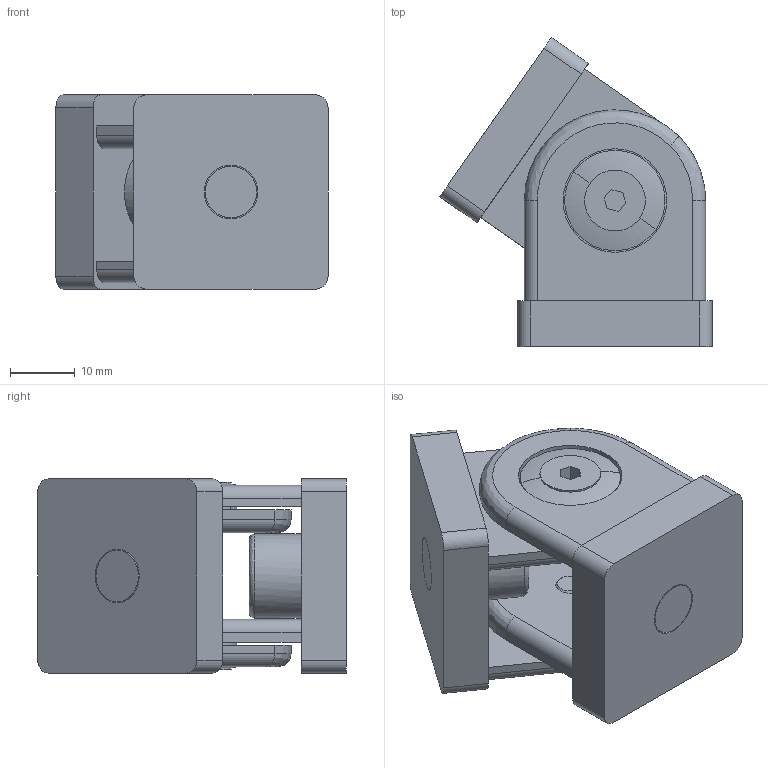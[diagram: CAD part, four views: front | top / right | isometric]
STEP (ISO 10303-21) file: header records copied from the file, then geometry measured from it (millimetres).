
FILE_DESCRIPTION (( 'STEP AP214' ), '1' );
FILE_NAME ('6128400', '2019-02-04T08:23:08', ( '' ), ('JUGARD+KÜNSTNER GmbH'), 'SwSTEP 2.0', 'SolidWorks 2017', '' );
FILE_SCHEMA (( 'AUTOMOTIVE_DESIGN' ));
Length unit declared in the file: millimetre
Products named in the file (3): Kopie von Gelenk-8 30_2^6128400; 6128400_CNAJF00; Kopie von Gelenk-8 30^6128400
Assembly tree (2 placements, depth 2):
  6128400_CNAJF00
    Kopie von Gelenk-8 30^6128400
    Kopie von Gelenk-8 30_2^6128400
Bounding box: 42.03 x 47.69 x 30 mm (x, y, z)
Volume: 24355.3 mm3; surface area: 13642.7 mm2
Topology: 2 solids, 2 shells, 142 faces, 340 edges, 224 vertices
Faces by surface type: plane 70, cylinder 52, bspline 12, cone 4, torus 4
Entity records: 5540 total; most frequent: CARTESIAN_POINT 1279, DIRECTION 738, ORIENTED_EDGE 680, EDGE_CURVE 340, AXIS2_PLACEMENT_3D 275, VERTEX_POINT 224, LINE 188, VECTOR 188
